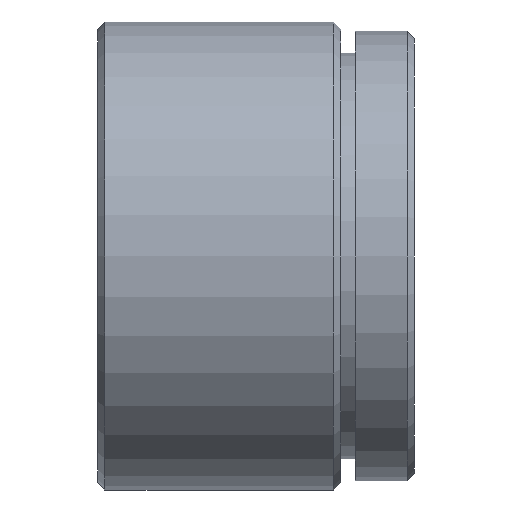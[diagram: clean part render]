
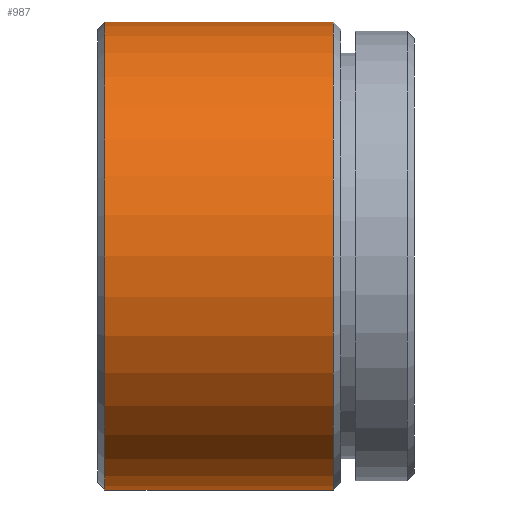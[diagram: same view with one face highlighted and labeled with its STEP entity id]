
A CAD part, left-side view. The second image highlights one B-rep face of the part: STEP entity #987.
In plain terms, the highlighted cylindrical face has radius 15.875 mm (diameter 31.75 mm), a partial arc.
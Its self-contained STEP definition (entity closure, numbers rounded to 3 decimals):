
#8 = CARTESIAN_POINT ( 'NONE',  ( -62.969, 9.653, 19.926 ) ) ;
#28 = EDGE_CURVE ( 'NONE', #814, #1318, #114, .T. ) ;
#44 = CARTESIAN_POINT ( 'NONE',  ( -62.969, 25.153, 4.051 ) ) ;
#60 = ORIENTED_EDGE ( 'NONE', *, *, #1470, .T. ) ;
#81 = ORIENTED_EDGE ( 'NONE', *, *, #28, .T. ) ;
#110 = DIRECTION ( 'NONE',  ( 0., 1., 0. ) ) ;
#114 = LINE ( 'NONE', #1414, #247 ) ;
#164 = CIRCLE ( 'NONE', #1285, 15.875 ) ;
#194 = FACE_OUTER_BOUND ( 'NONE', #1468, .T. ) ;
#247 = VECTOR ( 'NONE', #934, 1000. ) ;
#258 = DIRECTION ( 'NONE',  ( 0., -1., 0. ) ) ;
#333 = DIRECTION ( 'NONE',  ( 0., -1., 0. ) ) ;
#342 = AXIS2_PLACEMENT_3D ( 'NONE', #1479, #436, #1261 ) ;
#380 = VERTEX_POINT ( 'NONE', #601 ) ;
#425 = ORIENTED_EDGE ( 'NONE', *, *, #619, .T. ) ;
#436 = DIRECTION ( 'NONE',  ( 0., -1., 0. ) ) ;
#461 = DIRECTION ( 'NONE',  ( 0., 0., 1. ) ) ;
#467 = AXIS2_PLACEMENT_3D ( 'NONE', #816, #258, #461 ) ;
#547 = CYLINDRICAL_SURFACE ( 'NONE', #342, 15.875 ) ;
#601 = CARTESIAN_POINT ( 'NONE',  ( -62.969, 9.653, 35.801 ) ) ;
#619 = EDGE_CURVE ( 'NONE', #919, #814, #677, .T. ) ;
#677 = CIRCLE ( 'NONE', #467, 15.875 ) ;
#814 = VERTEX_POINT ( 'NONE', #44 ) ;
#816 = CARTESIAN_POINT ( 'NONE',  ( -62.969, 25.153, 19.926 ) ) ;
#901 = LINE ( 'NONE', #1505, #1079 ) ;
#919 = VERTEX_POINT ( 'NONE', #1472 ) ;
#934 = DIRECTION ( 'NONE',  ( 0., -1., 0. ) ) ;
#987 = ADVANCED_FACE ( 'NONE', ( #194 ), #547, .T. ) ;
#1003 = CARTESIAN_POINT ( 'NONE',  ( -62.969, 9.653, 4.051 ) ) ;
#1045 = EDGE_CURVE ( 'NONE', #919, #380, #901, .T. ) ;
#1079 = VECTOR ( 'NONE', #333, 1000. ) ;
#1123 = ORIENTED_EDGE ( 'NONE', *, *, #1045, .F. ) ;
#1180 = DIRECTION ( 'NONE',  ( 0., 0., -1. ) ) ;
#1261 = DIRECTION ( 'NONE',  ( 0., 0., -1. ) ) ;
#1285 = AXIS2_PLACEMENT_3D ( 'NONE', #8, #110, #1180 ) ;
#1318 = VERTEX_POINT ( 'NONE', #1003 ) ;
#1414 = CARTESIAN_POINT ( 'NONE',  ( -62.969, 4.153, 4.051 ) ) ;
#1468 = EDGE_LOOP ( 'NONE', ( #1123, #425, #81, #60 ) ) ;
#1470 = EDGE_CURVE ( 'NONE', #1318, #380, #164, .T. ) ;
#1472 = CARTESIAN_POINT ( 'NONE',  ( -62.969, 25.153, 35.801 ) ) ;
#1479 = CARTESIAN_POINT ( 'NONE',  ( -62.969, 4.153, 19.926 ) ) ;
#1505 = CARTESIAN_POINT ( 'NONE',  ( -62.969, 4.153, 35.801 ) ) ;
